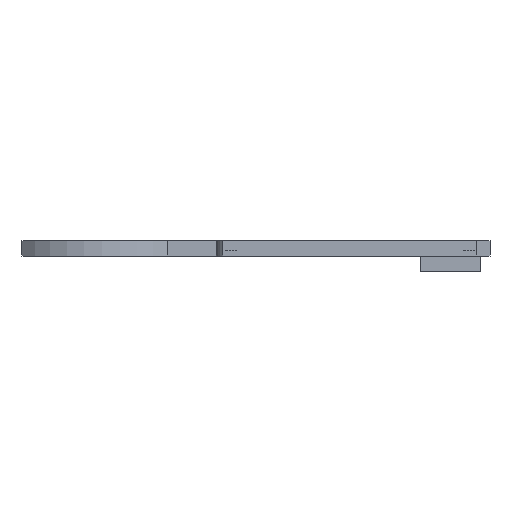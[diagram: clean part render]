
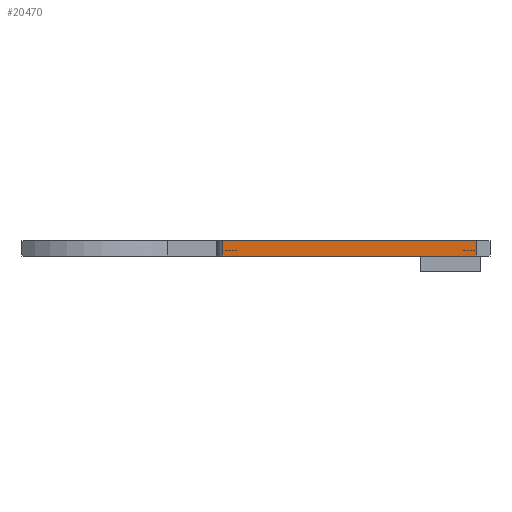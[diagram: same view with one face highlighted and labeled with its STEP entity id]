
A CAD part, left-side view. The second image highlights one B-rep face of the part: STEP entity #20470.
In plain terms, the highlighted planar face has unit normal (-1, 0, 0).
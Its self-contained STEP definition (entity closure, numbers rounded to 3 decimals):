
#2464=PLANE('',#21730);
#2842=FACE_OUTER_BOUND('',#4031,.T.);
#4031=EDGE_LOOP('',(#14166,#14167,#14168,#14169));
#5332=LINE('',#25090,#6905);
#5333=LINE('',#25099,#6906);
#5334=LINE('',#25101,#6907);
#5335=LINE('',#25102,#6908);
#6905=VECTOR('',#22464,10.);
#6906=VECTOR('',#22479,10.);
#6907=VECTOR('',#22480,10.);
#6908=VECTOR('',#22481,10.);
#8627=VERTEX_POINT('',#25068);
#8636=VERTEX_POINT('',#25088);
#8637=VERTEX_POINT('',#25098);
#8638=VERTEX_POINT('',#25100);
#10828=EDGE_CURVE('',#8627,#8636,#5332,.T.);
#10832=EDGE_CURVE('',#8637,#8627,#5333,.T.);
#10833=EDGE_CURVE('',#8638,#8636,#5334,.T.);
#10834=EDGE_CURVE('',#8637,#8638,#5335,.T.);
#14166=ORIENTED_EDGE('',*,*,#10832,.T.);
#14167=ORIENTED_EDGE('',*,*,#10828,.T.);
#14168=ORIENTED_EDGE('',*,*,#10833,.F.);
#14169=ORIENTED_EDGE('',*,*,#10834,.F.);
#20470=ADVANCED_FACE('',(#2842),#2464,.T.);
#21730=AXIS2_PLACEMENT_3D('',#25097,#22477,#22478);
#22464=DIRECTION('',(0.,0.,1.));
#22477=DIRECTION('center_axis',(-1.,0.,0.));
#22478=DIRECTION('ref_axis',(0.,-1.,0.));
#22479=DIRECTION('',(0.,-1.,0.));
#22480=DIRECTION('',(0.,-1.,0.));
#22481=DIRECTION('',(0.,0.,1.));
#25068=CARTESIAN_POINT('',(80.717,-3.685,0.));
#25088=CARTESIAN_POINT('',(80.717,-3.685,5.));
#25090=CARTESIAN_POINT('',(80.717,-3.685,0.));
#25097=CARTESIAN_POINT('Origin',(80.717,80.315,0.));
#25098=CARTESIAN_POINT('',(80.717,80.315,0.));
#25099=CARTESIAN_POINT('',(80.717,80.315,0.));
#25100=CARTESIAN_POINT('',(80.717,80.315,5.));
#25101=CARTESIAN_POINT('',(80.717,80.315,5.));
#25102=CARTESIAN_POINT('',(80.717,80.315,0.));
